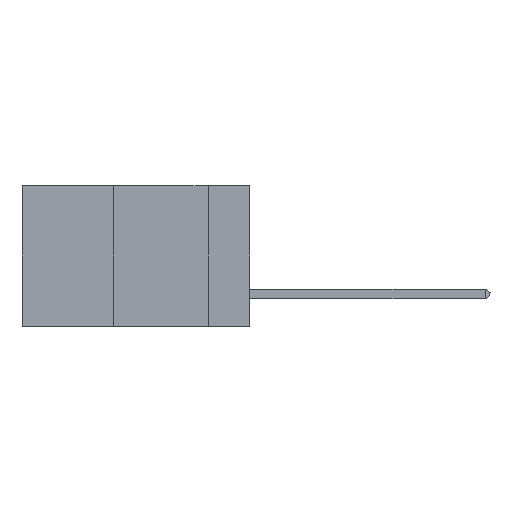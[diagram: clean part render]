
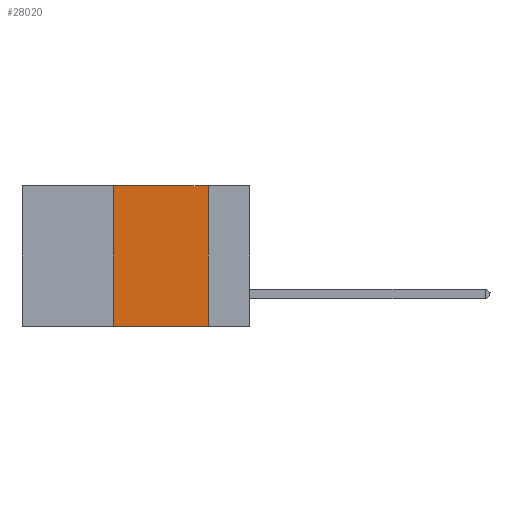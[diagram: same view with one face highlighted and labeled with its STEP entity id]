
A CAD part, left-side view. The second image highlights one B-rep face of the part: STEP entity #28020.
In plain terms, the highlighted planar face has unit normal (-1, 0, 0).
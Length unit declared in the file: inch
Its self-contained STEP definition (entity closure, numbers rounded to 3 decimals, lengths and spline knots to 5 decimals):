
#732 = CARTESIAN_POINT ( 'NONE',  ( 0., 0.36, -0.37 ) ) ;
#2663 = VERTEX_POINT ( 'NONE', #732 ) ;
#4346 = EDGE_CURVE ( 'NONE', #26886, #15697, #25866, .T. ) ;
#6755 = DIRECTION ( 'NONE',  ( 0., -1., 0. ) ) ;
#7212 = FACE_OUTER_BOUND ( 'NONE', #7302, .T. ) ;
#7302 = EDGE_LOOP ( 'NONE', ( #16669, #21818, #43061, #19621 ) ) ;
#9539 = VECTOR ( 'NONE', #6755, 39.37008 ) ;
#10860 = CARTESIAN_POINT ( 'NONE',  ( 0., 0.6, 0. ) ) ;
#13975 = DIRECTION ( 'NONE',  ( 0., 0., -1. ) ) ;
#14713 = LINE ( 'NONE', #36615, #23634 ) ;
#14793 = CARTESIAN_POINT ( 'NONE',  ( 0., 0.6, 0. ) ) ;
#15529 = EDGE_CURVE ( 'NONE', #2663, #21681, #46114, .T. ) ;
#15697 = VERTEX_POINT ( 'NONE', #25666 ) ;
#16216 = VECTOR ( 'NONE', #18663, 39.37008 ) ;
#16669 = ORIENTED_EDGE ( 'NONE', *, *, #36335, .F. ) ;
#17014 = AXIS2_PLACEMENT_3D ( 'NONE', #10860, #34116, #27854 ) ;
#18663 = DIRECTION ( 'NONE',  ( 0., -1., 0. ) ) ;
#19621 = ORIENTED_EDGE ( 'NONE', *, *, #15529, .T. ) ;
#21165 = EDGE_CURVE ( 'NONE', #2663, #26886, #14713, .T. ) ;
#21681 = VERTEX_POINT ( 'NONE', #40881 ) ;
#21818 = ORIENTED_EDGE ( 'NONE', *, *, #4346, .F. ) ;
#23204 = DIRECTION ( 'NONE',  ( 0., 0., 1. ) ) ;
#23634 = VECTOR ( 'NONE', #23204, 39.37008 ) ;
#25666 = CARTESIAN_POINT ( 'NONE',  ( 0., 0.11, 0. ) ) ;
#25866 = LINE ( 'NONE', #14793, #16216 ) ;
#26886 = VERTEX_POINT ( 'NONE', #49484 ) ;
#27854 = DIRECTION ( 'NONE',  ( 0., 0., -1. ) ) ;
#28020 = ADVANCED_FACE ( 'NONE', ( #7212 ), #34264, .F. ) ;
#32685 = LINE ( 'NONE', #48460, #48950 ) ;
#33724 = CARTESIAN_POINT ( 'NONE',  ( 0., 0.6, -0.37 ) ) ;
#34116 = DIRECTION ( 'NONE',  ( 1., 0., 0. ) ) ;
#34264 = PLANE ( 'NONE',  #17014 ) ;
#36335 = EDGE_CURVE ( 'NONE', #15697, #21681, #32685, .T. ) ;
#36615 = CARTESIAN_POINT ( 'NONE',  ( 0., 0.36, 0. ) ) ;
#40881 = CARTESIAN_POINT ( 'NONE',  ( 0., 0.11, -0.37 ) ) ;
#43061 = ORIENTED_EDGE ( 'NONE', *, *, #21165, .F. ) ;
#46114 = LINE ( 'NONE', #33724, #9539 ) ;
#48460 = CARTESIAN_POINT ( 'NONE',  ( 0., 0.11, 0. ) ) ;
#48950 = VECTOR ( 'NONE', #13975, 39.37008 ) ;
#49484 = CARTESIAN_POINT ( 'NONE',  ( 0., 0.36, 0. ) ) ;
